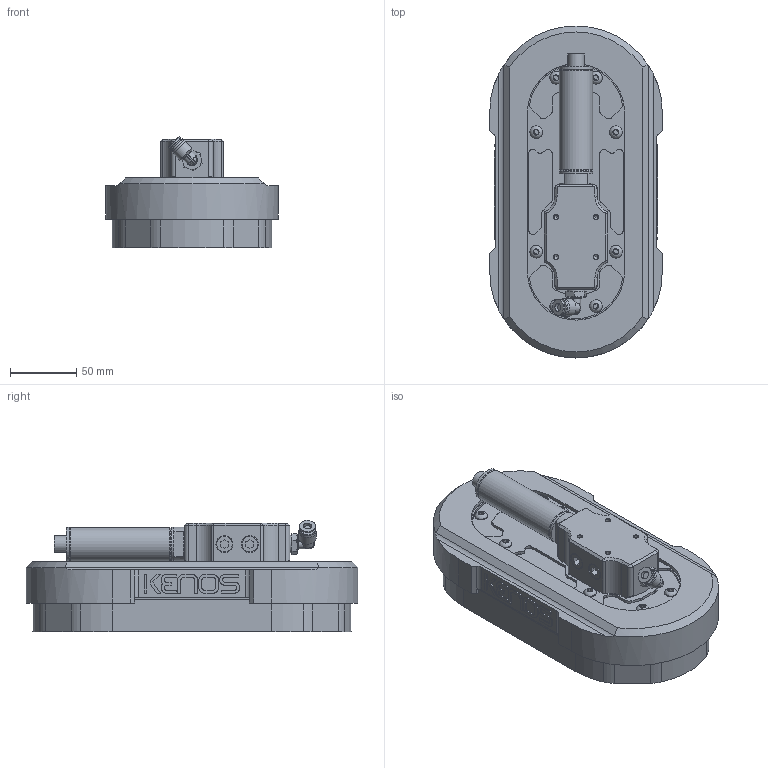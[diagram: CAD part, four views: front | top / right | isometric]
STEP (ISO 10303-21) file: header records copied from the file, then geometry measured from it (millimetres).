
FILE_DESCRIPTION(/* description */ ('Unknown'),/* implementation_level */ '2;1');
FILE_NAME(/* name */ 'KSL_A01_B01_C01_DXX_E02_F01',/* time_stamp */ '2022-09-14T21:43:34+02:00',/* author */ ('Unknown'),/* organization */ ('Unknown'),/* preprocessor_version */ 'ST-DEVELOPER v16.7',/* originating_system */ 'DEX',/* authorisation */ $);
FILE_SCHEMA (('AUTOMOTIVE_DESIGN {1 0 10303 214 3 1 1}'));
Length unit declared in the file: millimetre
Products named in the file (13): KSL_A01_B01_C01_DXX_E02_F01; E02_holder_120x240_FR; A01_body; Plugg; F01_foam_120x240x24; B01_1_stage_ejector; C01_air_connection_6mm; DXX_blank
Assembly tree (15 placements, depth 3):
  KSL_A01_B01_C01_DXX_E02_F01
    E02_holder_120x240_FR
      E02_holder_120x240_FR
    A01_body
      A01_body
      Plugg  x4
    F01_foam_120x240x24
      F01_foam_120x240x24
    B01_1_stage_ejector
      B01_1_stage_ejector
    C01_air_connection_6mm
      C01_air_connection_6mm
    DXX_blank
Bounding box: 130 x 250 x 83.72 mm (x, y, z)
Volume: 1498739.3 mm3; surface area: 184181.9 mm2
Topology: 9 solids, 10 shells, 794 faces, 2088 edges, 1378 vertices
Faces by surface type: plane 372, cylinder 179, bspline 158, cone 72, torus 11, sphere 2
Full cylindrical faces by diameter (mm): 2.5 x4, 3.3 x8, 6.2 x1, 7.161 x4, 7.5 x1, 7.9 x1, 8.2 x1, 9.5 x8, 11.445 x4, 11.8 x3, 11.9 x1, 12.5 x1, 12.7 x1, 13 x1, 25.08 x3, 25.2 x1, 25.4 x2
Entity records: 28555 total; most frequent: CARTESIAN_POINT 6918, ORIENTED_EDGE 3724, DIRECTION 3116, EDGE_CURVE 1862, VERTEX_POINT 1279, AXIS2_PLACEMENT_3D 1055, LINE 1006, VECTOR 1006
